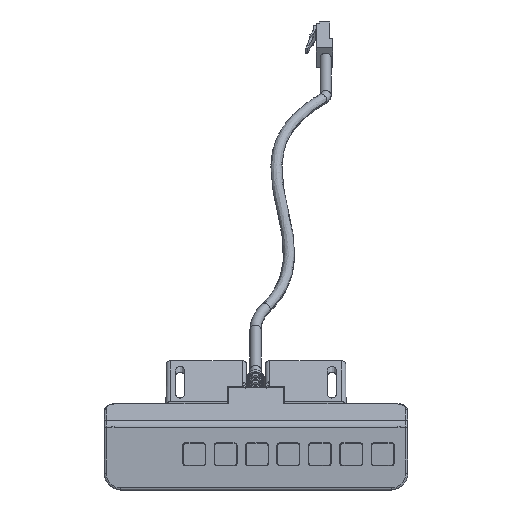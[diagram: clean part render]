
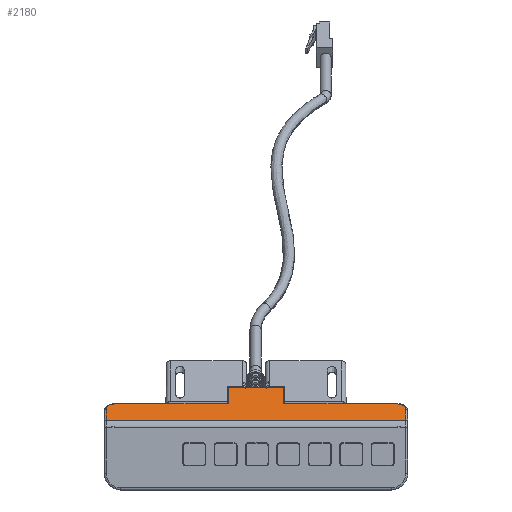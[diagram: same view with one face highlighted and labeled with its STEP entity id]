
A CAD part, front view. The second image highlights one B-rep face of the part: STEP entity #2180.
In plain terms, the highlighted planar face has unit normal (0, -0.559, 0.829).
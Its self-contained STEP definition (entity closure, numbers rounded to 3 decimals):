
#295=DIRECTION('',(1.,0.,0.));
#296=VECTOR('',#295,143.);
#297=CARTESIAN_POINT('',(-71.5,1.763,33.189));
#298=LINE('',#297,#296);
#596=DIRECTION('',(0.,0.829,0.559));
#597=VECTOR('',#596,14.184);
#598=CARTESIAN_POINT('',(13.25,13.441,41.066));
#599=LINE('',#598,#597);
#608=DIRECTION('',(-1.,0.,0.));
#609=VECTOR('',#608,54.25);
#610=CARTESIAN_POINT('',(67.5,13.441,41.066));
#611=LINE('',#610,#609);
#622=DIRECTION('',(1.,0.,0.));
#623=VECTOR('',#622,26.5);
#624=CARTESIAN_POINT('',(-13.25,25.2,48.998));
#625=LINE('',#624,#623);
#626=CARTESIAN_POINT('',(67.5,13.441,41.066));
#627=CARTESIAN_POINT('',(67.76,13.441,41.066));
#628=CARTESIAN_POINT('',(68.253,13.392,41.033));
#629=CARTESIAN_POINT('',(68.945,13.192,40.898));
#630=CARTESIAN_POINT('',(69.585,12.879,40.687));
#631=CARTESIAN_POINT('',(70.188,12.436,40.389));
#632=CARTESIAN_POINT('',(70.708,11.871,40.007));
#633=CARTESIAN_POINT('',(71.095,11.241,39.582));
#634=CARTESIAN_POINT('',(71.343,10.611,39.157));
#635=CARTESIAN_POINT('',(71.473,10.012,38.753));
#636=CARTESIAN_POINT('',(71.5,9.627,38.493));
#637=CARTESIAN_POINT('',(71.5,9.441,38.368));
#639=DIRECTION('',(-1.,0.,0.));
#640=VECTOR('',#639,54.25);
#641=CARTESIAN_POINT('',(-13.25,13.441,41.066));
#642=LINE('',#641,#640);
#651=DIRECTION('',(0.,-0.829,-0.559));
#652=VECTOR('',#651,14.184);
#653=CARTESIAN_POINT('',(-13.25,25.2,48.998));
#654=LINE('',#653,#652);
#696=CARTESIAN_POINT('',(-67.5,13.441,41.066));
#697=CARTESIAN_POINT('',(-67.763,13.441,41.066));
#698=CARTESIAN_POINT('',(-68.29,13.389,41.031));
#699=CARTESIAN_POINT('',(-69.105,13.139,40.862));
#700=CARTESIAN_POINT('',(-69.867,12.705,40.569));
#701=CARTESIAN_POINT('',(-70.529,12.106,40.166));
#702=CARTESIAN_POINT('',(-71.061,11.343,39.651));
#703=CARTESIAN_POINT('',(-71.41,10.454,39.051));
#704=CARTESIAN_POINT('',(-71.5,9.791,38.604));
#705=CARTESIAN_POINT('',(-71.5,9.441,38.368));
#717=DIRECTION('',(0.,-0.829,-0.559));
#718=VECTOR('',#717,9.261);
#719=CARTESIAN_POINT('',(-71.5,9.441,38.368));
#720=LINE('',#719,#718);
#758=DIRECTION('',(0.,0.829,0.559));
#759=VECTOR('',#758,9.261);
#760=CARTESIAN_POINT('',(71.5,1.763,33.189));
#761=LINE('',#760,#759);
#1361=CARTESIAN_POINT('',(-71.5,1.763,33.189));
#1362=VERTEX_POINT('',#1361);
#1363=CARTESIAN_POINT('',(71.5,1.763,33.189));
#1364=VERTEX_POINT('',#1363);
#1408=CARTESIAN_POINT('',(13.25,13.441,41.066));
#1409=VERTEX_POINT('',#1408);
#1410=CARTESIAN_POINT('',(13.25,25.2,48.998));
#1411=VERTEX_POINT('',#1410);
#1412=CARTESIAN_POINT('',(67.5,13.441,41.066));
#1413=VERTEX_POINT('',#1412);
#1414=VERTEX_POINT('',#637);
#1415=CARTESIAN_POINT('',(-13.25,13.441,41.066));
#1416=CARTESIAN_POINT('',(-67.5,13.441,41.066));
#1417=VERTEX_POINT('',#1415);
#1418=VERTEX_POINT('',#1416);
#1419=CARTESIAN_POINT('',(-13.25,25.2,48.998));
#1420=VERTEX_POINT('',#1419);
#1421=CARTESIAN_POINT('',(-71.5,9.441,38.368));
#1422=VERTEX_POINT('',#1421);
#2157=CARTESIAN_POINT('',(72.5,15.,42.118));
#2158=DIRECTION('',(0.,-0.559,0.829));
#2159=DIRECTION('',(0.,-0.829,-0.559));
#2160=AXIS2_PLACEMENT_3D('',#2157,#2158,#2159);
#2161=PLANE('',#2160);
#2163=ORIENTED_EDGE('',*,*,#2162,.F.);
#2165=ORIENTED_EDGE('',*,*,#2164,.F.);
#2167=ORIENTED_EDGE('',*,*,#2166,.T.);
#2168=ORIENTED_EDGE('',*,*,#2068,.F.);
#2169=ORIENTED_EDGE('',*,*,#2085,.F.);
#2170=ORIENTED_EDGE('',*,*,#2147,.T.);
#2172=ORIENTED_EDGE('',*,*,#2171,.F.);
#2173=ORIENTED_EDGE('',*,*,#1763,.F.);
#2175=ORIENTED_EDGE('',*,*,#2174,.F.);
#2177=ORIENTED_EDGE('',*,*,#2176,.F.);
#2178=EDGE_LOOP('',(#2163,#2165,#2167,#2168,#2169,#2170,#2172,#2173,#2175,
#2177));
#2179=FACE_OUTER_BOUND('',#2178,.F.);
#2180=ADVANCED_FACE('',(#2179),#2161,.T.);
#638=B_SPLINE_CURVE_WITH_KNOTS('',3,(#626,#627,#628,#629,#630,#631,#632,#633,
#634,#635,#636,#637),.UNSPECIFIED.,.F.,.F.,(4,1,1,1,1,1,1,1,1,4),(0.,
0.114,0.216,0.319,0.436,
0.563,0.687,0.801,0.904,1.),
.UNSPECIFIED.);
#706=B_SPLINE_CURVE_WITH_KNOTS('',3,(#696,#697,#698,#699,#700,#701,#702,#703,
#704,#705),.UNSPECIFIED.,.F.,.F.,(4,1,1,1,1,1,1,4),(0.,0.143,
0.286,0.429,0.571,0.714,
0.857,1.),.UNSPECIFIED.);
#1763=EDGE_CURVE('',#1362,#1364,#298,.T.);
#2068=EDGE_CURVE('',#1409,#1411,#599,.T.);
#2085=EDGE_CURVE('',#1413,#1409,#611,.T.);
#2147=EDGE_CURVE('',#1413,#1414,#638,.T.);
#2162=EDGE_CURVE('',#1417,#1418,#642,.T.);
#2164=EDGE_CURVE('',#1420,#1417,#654,.T.);
#2166=EDGE_CURVE('',#1420,#1411,#625,.T.);
#2171=EDGE_CURVE('',#1364,#1414,#761,.T.);
#2174=EDGE_CURVE('',#1422,#1362,#720,.T.);
#2176=EDGE_CURVE('',#1418,#1422,#706,.T.);
